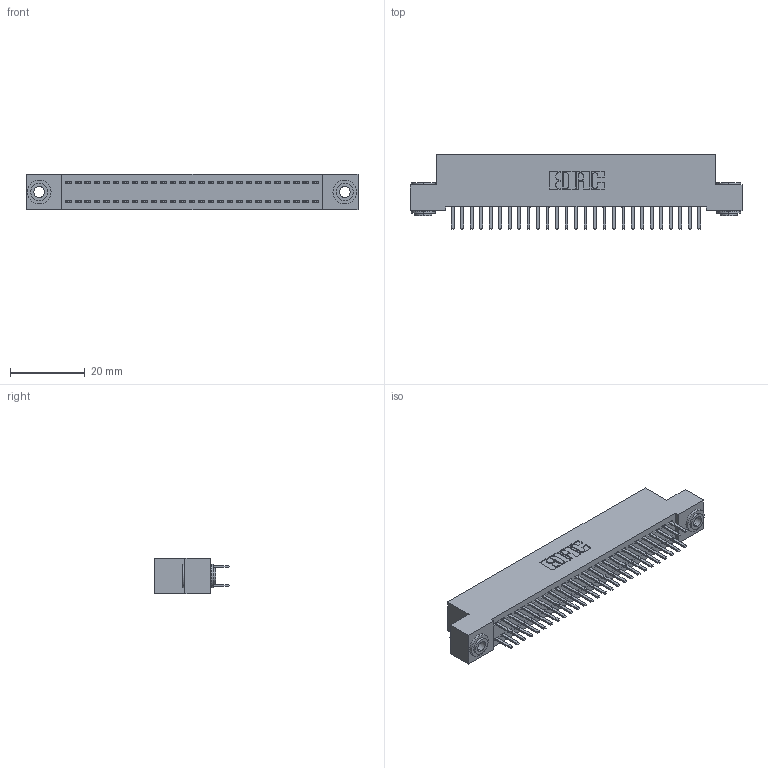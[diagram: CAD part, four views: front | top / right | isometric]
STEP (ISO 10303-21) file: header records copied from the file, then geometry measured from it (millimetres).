
FILE_DESCRIPTION (( 'STEP AP203' ), '1' );
FILE_NAME ('392-054-520-203.STEP', '2019-10-08T13:27:19', ( '' ), ( '' ), 'SwSTEP 2.0', 'SolidWorks 2016', '' );
FILE_SCHEMA (( 'CONFIG_CONTROL_DESIGN' ));
Length unit declared in the file: inch
Products named in the file (4): 345-292-001_345-293-120; 342-250-002_345-250-002-102; 392-054-520-203; 342 Part_.156 TH
Assembly tree (57 placements, depth 2):
  392-054-520-203
    342 Part_.156 TH
    345-292-001_345-293-120  x54
    342-250-002_345-250-002-102  x2
Bounding box: 88.9 x 20.02 x 9.4 mm (x, y, z)
Volume: 7915.7 mm3; surface area: 12673.3 mm2
Topology: 57 solids, 57 shells, 3172 faces, 9177 edges, 5970 vertices
Faces by surface type: plane 2128, cylinder 1036, cone 8
Entity records: 19942 total; most frequent: CARTESIAN_POINT 3309, ORIENTED_EDGE 3226, DIRECTION 2875, EDGE_CURVE 1613, LINE 1457, VECTOR 1457, VERTEX_POINT 1070, AXIS2_PLACEMENT_3D 709
